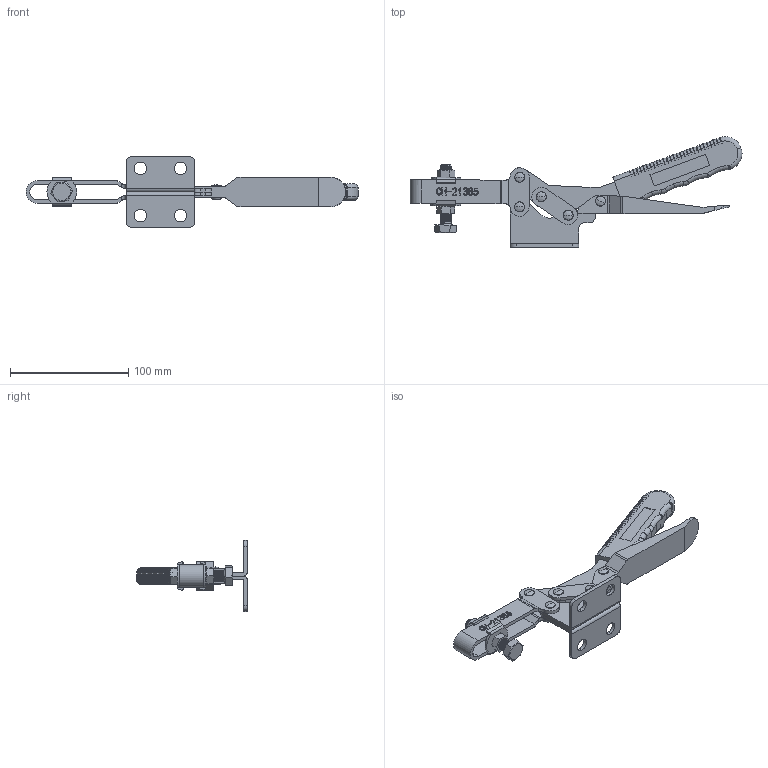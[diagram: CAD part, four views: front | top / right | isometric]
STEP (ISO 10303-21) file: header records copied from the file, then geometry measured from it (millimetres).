
FILE_DESCRIPTION (( 'STEP AP203' ), '1' );
FILE_NAME ('CH-21385.STEP', '2017-11-20T06:03:18', ( 'Windows' ), ( 'Microsoft' ), 'SwSTEP 2.0', 'SolidWorks 2015', '' );
FILE_SCHEMA (( 'CONFIG_CONTROL_DESIGN' ));
Length unit declared in the file: millimetre
Products named in the file (12): CH-21385; 21385-01; 21385-03; 21385-04; 21385-06; 21385-05; 21385-06-1; FW380; 21385-07; CH-SA-38200; 3-8蹟譫; CH-21385-02揤參
Assembly tree (17 placements, depth 2):
  CH-21385
    21385-01
    21385-03
    21385-04  x2
    21385-05
    FW380  x2
    21385-06  x4
    21385-06-1
    21385-07
    CH-SA-38200
    3-8蹟譫  x2
    CH-21385-02揤參
Bounding box: 280.19 x 93.16 x 60 mm (x, y, z)
Volume: 102841 mm3; surface area: 68453.6 mm2
Topology: 18 solids, 18 shells, 1111 faces, 2801 edges, 1756 vertices
Faces by surface type: cylinder 465, plane 385, torus 122, bspline 93, cone 30, sphere 16
Entity records: 40336 total; most frequent: CARTESIAN_POINT 15740, ORIENTED_EDGE 4990, DIRECTION 4689, EDGE_CURVE 2495, AXIS2_PLACEMENT_3D 1689, VERTEX_POINT 1570, VECTOR 1311, LINE 1311
